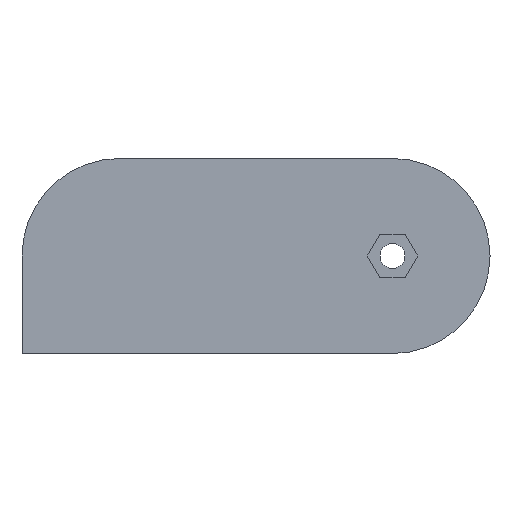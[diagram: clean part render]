
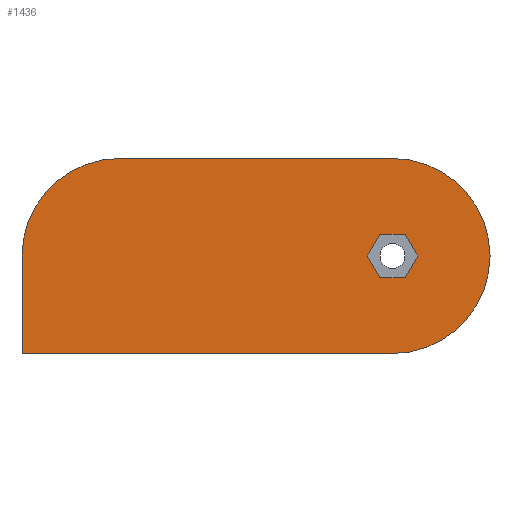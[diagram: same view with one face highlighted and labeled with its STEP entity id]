
A CAD part, front view. The second image highlights one B-rep face of the part: STEP entity #1436.
In plain terms, the highlighted planar face has unit normal (0, -1, 0).
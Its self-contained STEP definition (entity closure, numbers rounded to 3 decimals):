
#73=CARTESIAN_POINT('',(20.883,-6.5,9.7));
#74=VERTEX_POINT('',#73);
#75=CARTESIAN_POINT('',(19.267,-6.5,12.5));
#76=VERTEX_POINT('',#75);
#77=CARTESIAN_POINT('',(20.883,-6.5,9.7));
#78=DIRECTION('',(-0.5,0.,0.866));
#79=VECTOR('',#78,3.233);
#80=LINE('',#77,#79);
#81=EDGE_CURVE('',#74,#76,#80,.T.);
#113=CARTESIAN_POINT('',(24.117,-6.5,9.7));
#114=VERTEX_POINT('',#113);
#115=CARTESIAN_POINT('',(24.117,-6.5,9.7));
#116=DIRECTION('',(-1.0,0.0,0.0));
#117=VECTOR('',#116,3.233);
#118=LINE('',#115,#117);
#119=EDGE_CURVE('',#114,#74,#118,.T.);
#144=CARTESIAN_POINT('',(25.733,-6.5,12.5));
#145=VERTEX_POINT('',#144);
#146=CARTESIAN_POINT('',(25.733,-6.5,12.5));
#147=DIRECTION('',(-0.5,0.0,-0.866));
#148=VECTOR('',#147,3.233);
#149=LINE('',#146,#148);
#150=EDGE_CURVE('',#145,#114,#149,.T.);
#175=CARTESIAN_POINT('',(24.117,-6.5,15.3));
#176=VERTEX_POINT('',#175);
#177=CARTESIAN_POINT('',(24.117,-6.5,15.3));
#178=DIRECTION('',(0.5,0.,-0.866));
#179=VECTOR('',#178,3.233);
#180=LINE('',#177,#179);
#181=EDGE_CURVE('',#176,#145,#180,.T.);
#206=CARTESIAN_POINT('',(20.883,-6.5,15.3));
#207=VERTEX_POINT('',#206);
#208=CARTESIAN_POINT('',(20.883,-6.5,15.3));
#209=DIRECTION('',(1.0,0.0,0.0));
#210=VECTOR('',#209,3.233);
#211=LINE('',#208,#210);
#212=EDGE_CURVE('',#207,#176,#211,.T.);
#237=CARTESIAN_POINT('',(19.267,-6.5,12.5));
#238=DIRECTION('',(0.5,0.0,0.866));
#239=VECTOR('',#238,3.233);
#240=LINE('',#237,#239);
#241=EDGE_CURVE('',#76,#207,#240,.T.);
#1113=CARTESIAN_POINT('',(22.5,-6.5,0.0));
#1114=VERTEX_POINT('',#1113);
#1121=CARTESIAN_POINT('',(-25.0,-6.5,0.0));
#1122=VERTEX_POINT('',#1121);
#1123=CARTESIAN_POINT('',(22.5,-6.5,0.0));
#1124=DIRECTION('',(-1.0,0.0,0.0));
#1125=VECTOR('',#1124,47.5);
#1126=LINE('',#1123,#1125);
#1127=EDGE_CURVE('',#1114,#1122,#1126,.T.);
#1165=CARTESIAN_POINT('',(-25.0,-6.5,12.5));
#1166=VERTEX_POINT('',#1165);
#1167=CARTESIAN_POINT('',(-25.0,-6.5,0.0));
#1168=DIRECTION('',(0.0,0.0,1.0));
#1169=VECTOR('',#1168,12.5);
#1170=LINE('',#1167,#1169);
#1171=EDGE_CURVE('',#1122,#1166,#1170,.T.);
#1368=CARTESIAN_POINT('',(-12.5,-6.5,25.));
#1369=VERTEX_POINT('',#1368);
#1370=CARTESIAN_POINT('',(-12.5,-6.5,12.5));
#1371=DIRECTION('',(0.0,1.0,0.0));
#1372=DIRECTION('',(-0.707,0.0,0.707));
#1373=AXIS2_PLACEMENT_3D('',#1370,#1371,#1372);
#1374=CIRCLE('',#1373,12.5);
#1375=EDGE_CURVE('',#1166,#1369,#1374,.T.);
#1392=CARTESIAN_POINT('',(22.5,-6.5,25.0));
#1393=VERTEX_POINT('',#1392);
#1394=CARTESIAN_POINT('',(22.5,-6.5,25.));
#1395=DIRECTION('',(-1.0,0.0,0.0));
#1396=VECTOR('',#1395,35.0);
#1397=LINE('',#1394,#1396);
#1398=EDGE_CURVE('',#1393,#1369,#1397,.T.);
#1410=CARTESIAN_POINT('',(-25.0,-6.5,0.0));
#1411=DIRECTION('',(0.0,-1.0,0.0));
#1412=DIRECTION('',(1.0,0.0,0.0));
#1413=AXIS2_PLACEMENT_3D('',#1410,#1411,#1412);
#1414=PLANE('',#1413);
#1415=ORIENTED_EDGE('',*,*,#1375,.F.);
#1416=ORIENTED_EDGE('',*,*,#1171,.F.);
#1417=ORIENTED_EDGE('',*,*,#1127,.F.);
#1418=CARTESIAN_POINT('',(22.5,-6.5,12.5));
#1419=DIRECTION('',(0.0,1.0,0.0));
#1420=DIRECTION('',(0.707,0.0,0.707));
#1421=AXIS2_PLACEMENT_3D('',#1418,#1419,#1420);
#1422=CIRCLE('',#1421,12.5);
#1423=EDGE_CURVE('',#1393,#1114,#1422,.T.);
#1424=ORIENTED_EDGE('',*,*,#1423,.F.);
#1425=ORIENTED_EDGE('',*,*,#1398,.T.);
#1426=EDGE_LOOP('',(#1415,#1416,#1417,#1424,#1425));
#1427=FACE_OUTER_BOUND('',#1426,.T.);
#1428=ORIENTED_EDGE('',*,*,#81,.T.);
#1429=ORIENTED_EDGE('',*,*,#241,.T.);
#1430=ORIENTED_EDGE('',*,*,#212,.T.);
#1431=ORIENTED_EDGE('',*,*,#181,.T.);
#1432=ORIENTED_EDGE('',*,*,#150,.T.);
#1433=ORIENTED_EDGE('',*,*,#119,.T.);
#1434=EDGE_LOOP('',(#1428,#1429,#1430,#1431,#1432,#1433));
#1435=FACE_BOUND('',#1434,.T.);
#1436=ADVANCED_FACE('',(#1427,#1435),#1414,.T.);
